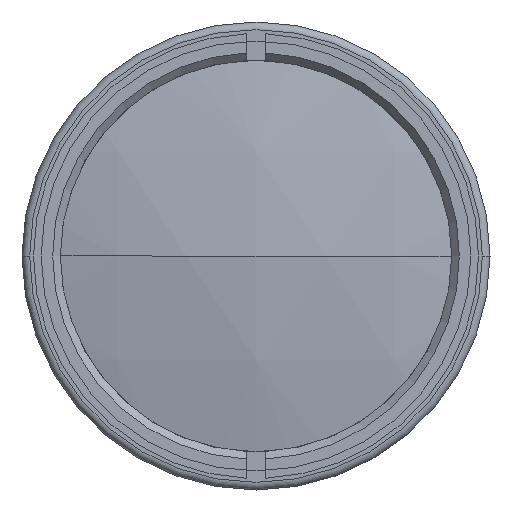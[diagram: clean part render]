
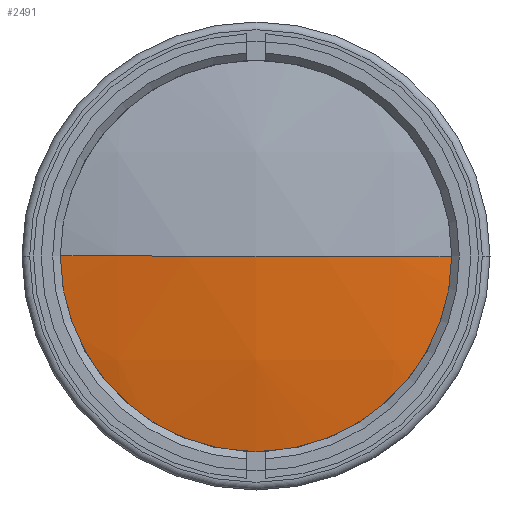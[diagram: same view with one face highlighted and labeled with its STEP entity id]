
A CAD part, left-side view. The second image highlights one B-rep face of the part: STEP entity #2491.
In plain terms, the highlighted spherical face has radius 124 mm.
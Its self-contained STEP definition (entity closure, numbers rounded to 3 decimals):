
#66 = VERTEX_POINT ( 'NONE', #3226 ) ;
#88 = EDGE_LOOP ( 'NONE', ( #2111, #1348, #1867 ) ) ;
#394 = DIRECTION ( 'NONE',  ( -1., 0., 0. ) ) ;
#448 = CIRCLE ( 'NONE', #2275, 124. ) ;
#506 = DIRECTION ( 'NONE',  ( 0., 1., 0. ) ) ;
#665 = VERTEX_POINT ( 'NONE', #1158 ) ;
#814 = CARTESIAN_POINT ( 'NONE',  ( -104.365, 27., 0. ) ) ;
#904 = EDGE_CURVE ( 'NONE', #1690, #665, #1554, .T. ) ;
#917 = DIRECTION ( 'NONE',  ( 0., 0., 1. ) ) ;
#1019 = SPHERICAL_SURFACE ( 'NONE', #1436, 124. ) ;
#1058 = DIRECTION ( 'NONE',  ( 0., 1., 0. ) ) ;
#1158 = CARTESIAN_POINT ( 'NONE',  ( -107.34, 0., 0. ) ) ;
#1348 = ORIENTED_EDGE ( 'NONE', *, *, #2805, .T. ) ;
#1436 = AXIS2_PLACEMENT_3D ( 'NONE', #2689, #3458, #1058 ) ;
#1554 = CIRCLE ( 'NONE', #2590, 124. ) ;
#1690 = VERTEX_POINT ( 'NONE', #814 ) ;
#1867 = ORIENTED_EDGE ( 'NONE', *, *, #904, .F. ) ;
#2111 = ORIENTED_EDGE ( 'NONE', *, *, #3103, .T. ) ;
#2275 = AXIS2_PLACEMENT_3D ( 'NONE', #2776, #3185, #506 ) ;
#2412 = FACE_OUTER_BOUND ( 'NONE', #88, .T. ) ;
#2491 = ADVANCED_FACE ( 'NONE', ( #2412 ), #1019, .T. ) ;
#2499 = DIRECTION ( 'NONE',  ( 0., -1., 0. ) ) ;
#2552 = CARTESIAN_POINT ( 'NONE',  ( 16.66, 0., 0. ) ) ;
#2574 = DIRECTION ( 'NONE',  ( 0., 0., 1. ) ) ;
#2590 = AXIS2_PLACEMENT_3D ( 'NONE', #2552, #917, #2499 ) ;
#2689 = CARTESIAN_POINT ( 'NONE',  ( 16.66, 0., 0. ) ) ;
#2776 = CARTESIAN_POINT ( 'NONE',  ( 16.66, 0., 0. ) ) ;
#2805 = EDGE_CURVE ( 'NONE', #66, #665, #448, .T. ) ;
#2832 = CARTESIAN_POINT ( 'NONE',  ( -104.365, 0., 0. ) ) ;
#3103 = EDGE_CURVE ( 'NONE', #1690, #66, #3177, .T. ) ;
#3177 = CIRCLE ( 'NONE', #3238, 27. ) ;
#3185 = DIRECTION ( 'NONE',  ( 0., 0., -1. ) ) ;
#3226 = CARTESIAN_POINT ( 'NONE',  ( -104.365, -27., 0. ) ) ;
#3238 = AXIS2_PLACEMENT_3D ( 'NONE', #2832, #394, #2574 ) ;
#3458 = DIRECTION ( 'NONE',  ( 0., 0., -1. ) ) ;
